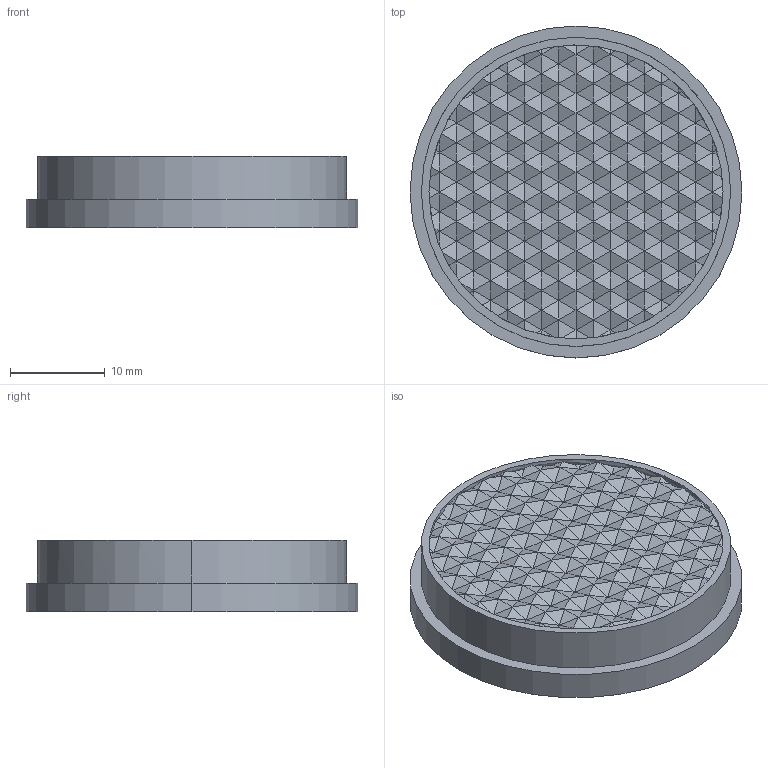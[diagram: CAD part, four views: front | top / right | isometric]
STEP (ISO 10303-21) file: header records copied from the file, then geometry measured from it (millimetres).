
FILE_DESCRIPTION(('Creo Elements/Direct Modeling STEP Export'),'2;1');
FILE_NAME('ER692.stp','2017-08-30T12:29:20',('Palle Edslev '),('EDSLEV A/S'),'Creo Elements/Direct Modeling STEP processor for AP214 (Solid Model)','Creo Elements/Direct Modeling 18.1H 24-Oct-2015 (C) Parametric Technology GmbH','');
FILE_SCHEMA(('AUTOMOTIVE_DESIGN { 1 0 10303 214 1 1 1 1 }'));
Length unit declared in the file: millimetre
Products named in the file (2): ER692
Assembly tree (1 placements, depth 2):
  ER692
    ER692
Bounding box: 35 x 35 x 7.5 mm (x, y, z)
Volume: 6023.8 mm3; surface area: 2841.5 mm2
Topology: 1 solids, 1 shells, 462 faces, 776 edges, 319 vertices
Faces by surface type: plane 454, cylinder 8
Entity records: 9890 total; most frequent: DIRECTION 1802, ORIENTED_EDGE 1552, CARTESIAN_POINT 1548, EDGE_CURVE 776, VECTOR 656, LINE 656, AXIS2_PLACEMENT_3D 573, EDGE_LOOP 465
